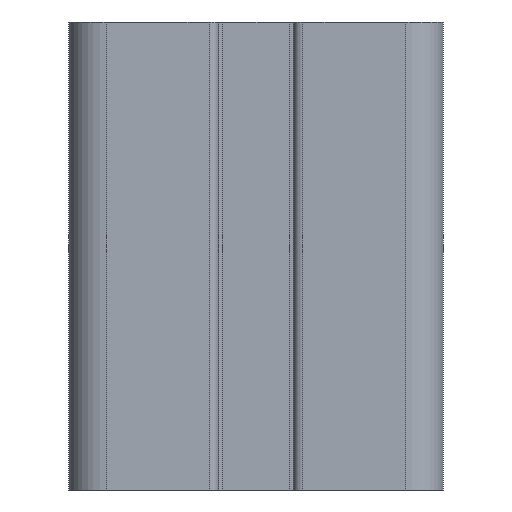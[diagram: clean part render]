
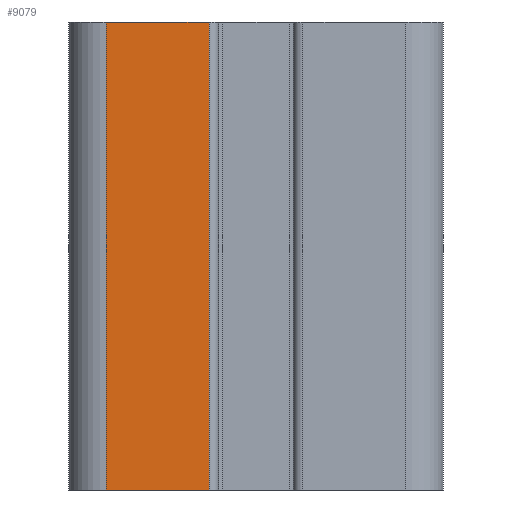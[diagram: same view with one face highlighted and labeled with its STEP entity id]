
A CAD part, left-side view. The second image highlights one B-rep face of the part: STEP entity #9079.
In plain terms, the highlighted planar face has unit normal (-1, 0, 0).
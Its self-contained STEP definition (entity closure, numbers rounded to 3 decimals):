
#11 = DIRECTION ( 'NONE',  ( 0., 0., -1. ) ) ;
#300 = ORIENTED_EDGE ( 'NONE', *, *, #525, .T. ) ;
#473 = CARTESIAN_POINT ( 'NONE',  ( -60., 16., 25. ) ) ;
#487 = CARTESIAN_POINT ( 'NONE',  ( -60., 16., 25. ) ) ;
#525 = EDGE_CURVE ( 'NONE', #10678, #4452, #1073, .T. ) ;
#847 = LINE ( 'NONE', #1604, #6795 ) ;
#872 = EDGE_CURVE ( 'NONE', #1702, #10678, #6405, .T. ) ;
#1073 = LINE ( 'NONE', #6759, #4273 ) ;
#1329 = EDGE_CURVE ( 'NONE', #1702, #4191, #8033, .T. ) ;
#1546 = DIRECTION ( 'NONE',  ( 1., 0., 0. ) ) ;
#1604 = CARTESIAN_POINT ( 'NONE',  ( -60., 5., 25. ) ) ;
#1702 = VERTEX_POINT ( 'NONE', #473 ) ;
#2417 = CARTESIAN_POINT ( 'NONE',  ( -60., 16., -25. ) ) ;
#2554 = ORIENTED_EDGE ( 'NONE', *, *, #1329, .F. ) ;
#3149 = FACE_OUTER_BOUND ( 'NONE', #7471, .T. ) ;
#4191 = VERTEX_POINT ( 'NONE', #5502 ) ;
#4273 = VECTOR ( 'NONE', #6649, 1000. ) ;
#4452 = VERTEX_POINT ( 'NONE', #10798 ) ;
#5142 = VECTOR ( 'NONE', #9805, 1000. ) ;
#5502 = CARTESIAN_POINT ( 'NONE',  ( -60., 5., 25. ) ) ;
#5690 = CARTESIAN_POINT ( 'NONE',  ( -60., 16., 25. ) ) ;
#5935 = DIRECTION ( 'NONE',  ( 0., -1., 0. ) ) ;
#6025 = AXIS2_PLACEMENT_3D ( 'NONE', #5690, #1546, #9214 ) ;
#6405 = LINE ( 'NONE', #8932, #5142 ) ;
#6649 = DIRECTION ( 'NONE',  ( 0., -1., 0. ) ) ;
#6759 = CARTESIAN_POINT ( 'NONE',  ( -60., 16., -25. ) ) ;
#6795 = VECTOR ( 'NONE', #11, 1000. ) ;
#7471 = EDGE_LOOP ( 'NONE', ( #300, #8576, #2554, #10192 ) ) ;
#8033 = LINE ( 'NONE', #487, #10207 ) ;
#8576 = ORIENTED_EDGE ( 'NONE', *, *, #10374, .F. ) ;
#8932 = CARTESIAN_POINT ( 'NONE',  ( -60., 16., 25. ) ) ;
#9079 = ADVANCED_FACE ( 'NONE', ( #3149 ), #9103, .F. ) ;
#9103 = PLANE ( 'NONE',  #6025 ) ;
#9214 = DIRECTION ( 'NONE',  ( 0., 1., 0. ) ) ;
#9805 = DIRECTION ( 'NONE',  ( 0., 0., -1. ) ) ;
#10192 = ORIENTED_EDGE ( 'NONE', *, *, #872, .T. ) ;
#10207 = VECTOR ( 'NONE', #5935, 1000. ) ;
#10374 = EDGE_CURVE ( 'NONE', #4191, #4452, #847, .T. ) ;
#10678 = VERTEX_POINT ( 'NONE', #2417 ) ;
#10798 = CARTESIAN_POINT ( 'NONE',  ( -60., 5., -25. ) ) ;
